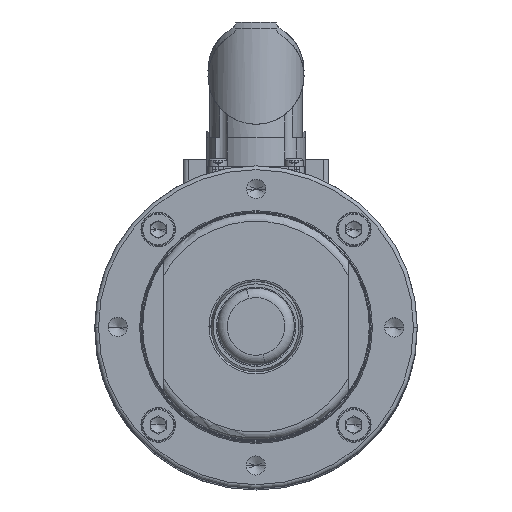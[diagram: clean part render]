
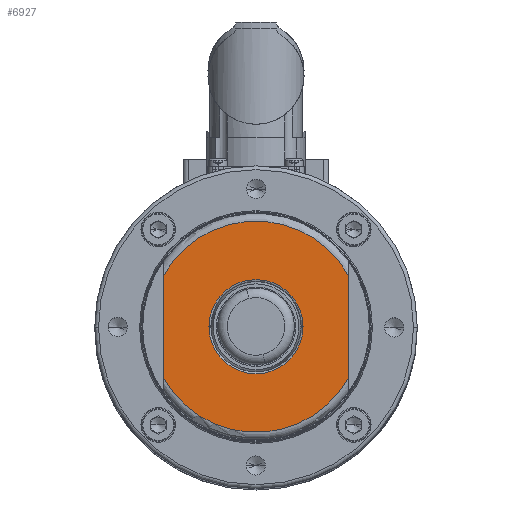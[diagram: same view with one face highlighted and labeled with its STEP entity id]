
A CAD part, top view. The second image highlights one B-rep face of the part: STEP entity #6927.
In plain terms, the highlighted planar face has unit normal (0, 0, 1).
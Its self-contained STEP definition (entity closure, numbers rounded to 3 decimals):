
#664 = FACE_BOUND ( 'NONE', #45899, .T. ) ;
#1760 = AXIS2_PLACEMENT_3D ( 'NONE', #13462, #42908, #48042 ) ;
#2252 = FACE_OUTER_BOUND ( 'NONE', #22198, .T. ) ;
#3050 = DIRECTION ( 'NONE',  ( 1., 0., 0. ) ) ;
#3151 = PLANE ( 'NONE',  #13855 ) ;
#5355 = CARTESIAN_POINT ( 'NONE',  ( 0., 0., 119. ) ) ;
#5824 = EDGE_CURVE ( 'NONE', #16789, #29287, #32971, .T. ) ;
#6927 = ADVANCED_FACE ( 'NONE', ( #664, #2252 ), #3151, .T. ) ;
#7154 = CARTESIAN_POINT ( 'NONE',  ( 0., 0., 119. ) ) ;
#9362 = EDGE_CURVE ( 'NONE', #25615, #30646, #55991, .T. ) ;
#12338 = DIRECTION ( 'NONE',  ( 0., 1., 0. ) ) ;
#13462 = CARTESIAN_POINT ( 'NONE',  ( 0., 0., 119. ) ) ;
#13855 = AXIS2_PLACEMENT_3D ( 'NONE', #33408, #52971, #17554 ) ;
#15483 = LINE ( 'NONE', #46113, #55094 ) ;
#16789 = VERTEX_POINT ( 'NONE', #60557 ) ;
#17452 = CARTESIAN_POINT ( 'NONE',  ( 0., 0., 119. ) ) ;
#17554 = DIRECTION ( 'NONE',  ( 1., 0., 0. ) ) ;
#17593 = ORIENTED_EDGE ( 'NONE', *, *, #19079, .T. ) ;
#18216 = ORIENTED_EDGE ( 'NONE', *, *, #5824, .T. ) ;
#19079 = EDGE_CURVE ( 'NONE', #26757, #28760, #25064, .T. ) ;
#20237 = CARTESIAN_POINT ( 'NONE',  ( 12.25, 0., 119. ) ) ;
#21326 = ORIENTED_EDGE ( 'NONE', *, *, #55700, .F. ) ;
#22198 = EDGE_LOOP ( 'NONE', ( #63156, #47203, #21326, #18216 ) ) ;
#25064 = CIRCLE ( 'NONE', #54765, 12.25 ) ;
#25615 = VERTEX_POINT ( 'NONE', #53568 ) ;
#26757 = VERTEX_POINT ( 'NONE', #20237 ) ;
#27125 = CARTESIAN_POINT ( 'NONE',  ( -24., 43.15, 119. ) ) ;
#27438 = DIRECTION ( 'NONE',  ( 0., 0., 1. ) ) ;
#28695 = AXIS2_PLACEMENT_3D ( 'NONE', #17452, #27438, #3050 ) ;
#28760 = VERTEX_POINT ( 'NONE', #36955 ) ;
#29287 = VERTEX_POINT ( 'NONE', #48589 ) ;
#30646 = VERTEX_POINT ( 'NONE', #48569 ) ;
#30713 = EDGE_CURVE ( 'NONE', #25615, #29287, #15483, .T. ) ;
#32207 = DIRECTION ( 'NONE',  ( 1., 0., 0. ) ) ;
#32971 = CIRCLE ( 'NONE', #28695, 27.5 ) ;
#33408 = CARTESIAN_POINT ( 'NONE',  ( 0., 0., 119. ) ) ;
#33859 = CIRCLE ( 'NONE', #1760, 12.25 ) ;
#35247 = VECTOR ( 'NONE', #12338, 1000. ) ;
#35809 = EDGE_CURVE ( 'NONE', #28760, #26757, #33859, .T. ) ;
#36955 = CARTESIAN_POINT ( 'NONE',  ( -12.25, 0., 119. ) ) ;
#38401 = LINE ( 'NONE', #27125, #35247 ) ;
#40214 = DIRECTION ( 'NONE',  ( 0., 0., 1. ) ) ;
#41072 = DIRECTION ( 'NONE',  ( 1., 0., 0. ) ) ;
#42908 = DIRECTION ( 'NONE',  ( 0., 0., -1. ) ) ;
#45899 = EDGE_LOOP ( 'NONE', ( #17593, #52766 ) ) ;
#46113 = CARTESIAN_POINT ( 'NONE',  ( 24., 46.956, 119. ) ) ;
#47203 = ORIENTED_EDGE ( 'NONE', *, *, #9362, .T. ) ;
#47221 = DIRECTION ( 'NONE',  ( 0., 0., -1. ) ) ;
#48042 = DIRECTION ( 'NONE',  ( 1., 0., 0. ) ) ;
#48569 = CARTESIAN_POINT ( 'NONE',  ( -24., 13.426, 119. ) ) ;
#48589 = CARTESIAN_POINT ( 'NONE',  ( 24., -13.426, 119. ) ) ;
#52766 = ORIENTED_EDGE ( 'NONE', *, *, #35809, .T. ) ;
#52971 = DIRECTION ( 'NONE',  ( 0., 0., 1. ) ) ;
#53568 = CARTESIAN_POINT ( 'NONE',  ( 24., 13.426, 119. ) ) ;
#54765 = AXIS2_PLACEMENT_3D ( 'NONE', #7154, #47221, #32207 ) ;
#55094 = VECTOR ( 'NONE', #55367, 1000. ) ;
#55367 = DIRECTION ( 'NONE',  ( 0., -1., 0. ) ) ;
#55700 = EDGE_CURVE ( 'NONE', #16789, #30646, #38401, .T. ) ;
#55991 = CIRCLE ( 'NONE', #56949, 27.5 ) ;
#56949 = AXIS2_PLACEMENT_3D ( 'NONE', #5355, #40214, #41072 ) ;
#60557 = CARTESIAN_POINT ( 'NONE',  ( -24., -13.426, 119. ) ) ;
#63156 = ORIENTED_EDGE ( 'NONE', *, *, #30713, .F. ) ;
